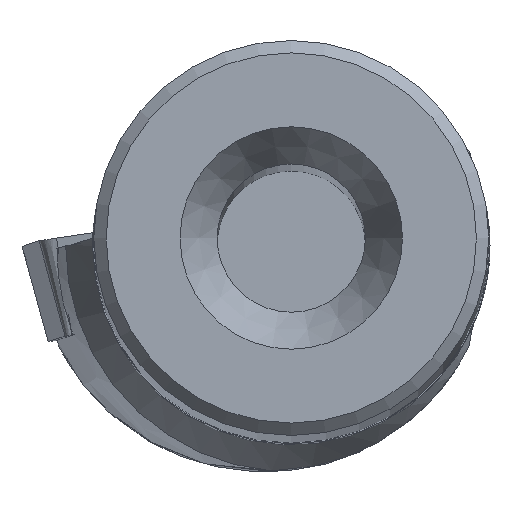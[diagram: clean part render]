
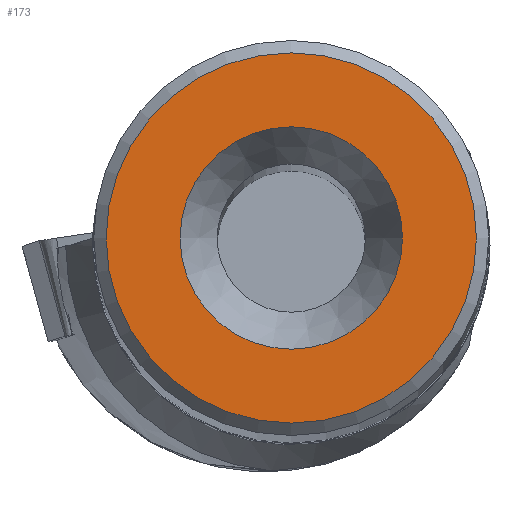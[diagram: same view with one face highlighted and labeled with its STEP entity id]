
A CAD part, top view. The second image highlights one B-rep face of the part: STEP entity #173.
In plain terms, the highlighted planar face has unit normal (0, 0, 1).
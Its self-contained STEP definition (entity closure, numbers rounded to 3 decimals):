
#173=ADVANCED_FACE('',(#291,#292),#202,.T.);
#202=PLANE('',#867);
#291=FACE_BOUND('',#344,.T.);
#292=FACE_BOUND('',#345,.T.);
#344=EDGE_LOOP('',(#482));
#345=EDGE_LOOP('',(#483));
#482=ORIENTED_EDGE('',*,*,#678,.F.);
#483=ORIENTED_EDGE('',*,*,#679,.T.);
#599=VERTEX_POINT('',#1434);
#600=VERTEX_POINT('',#1436);
#678=EDGE_CURVE('',#599,#599,#723,.T.);
#679=EDGE_CURVE('',#600,#600,#724,.T.);
#723=CIRCLE('',#865,4.5);
#724=CIRCLE('',#866,7.493);
#865=AXIS2_PLACEMENT_3D('',#1433,#1029,#1030);
#866=AXIS2_PLACEMENT_3D('',#1435,#1031,#1032);
#867=AXIS2_PLACEMENT_3D('',#1437,#1033,#1034);
#1029=DIRECTION('',(0.,0.,1.));
#1030=DIRECTION('',(1.,0.,0.));
#1031=DIRECTION('',(0.,0.,1.));
#1032=DIRECTION('',(1.,0.,0.));
#1033=DIRECTION('',(0.,0.,1.));
#1034=DIRECTION('',(1.,0.,0.));
#1433=CARTESIAN_POINT('',(0.,0.,0.));
#1434=CARTESIAN_POINT('',(4.5,0.,0.));
#1435=CARTESIAN_POINT('',(0.,0.,0.));
#1436=CARTESIAN_POINT('',(7.493,0.,0.));
#1437=CARTESIAN_POINT('',(0.,0.,0.));
